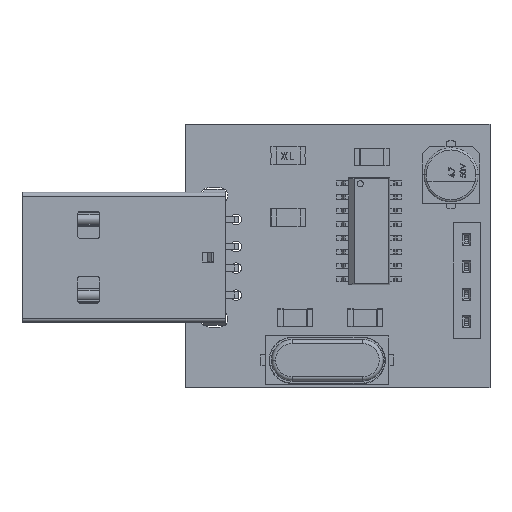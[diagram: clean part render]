
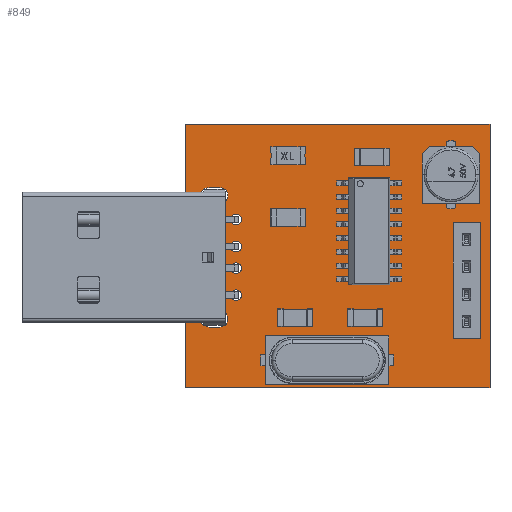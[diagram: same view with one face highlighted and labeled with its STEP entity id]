
A CAD part, top view. The second image highlights one B-rep face of the part: STEP entity #849.
In plain terms, the highlighted planar face has unit normal (0, 0, 1).
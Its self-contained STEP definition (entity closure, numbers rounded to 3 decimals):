
#92 = VERTEX_POINT('',#93);
#93 = CARTESIAN_POINT('',(0.,0.,1.591));
#99 = EDGE_CURVE('',#92,#100,#102,.T.);
#100 = VERTEX_POINT('',#101);
#101 = CARTESIAN_POINT('',(28.194,0.,1.591));
#102 = LINE('',#103,#104);
#103 = CARTESIAN_POINT('',(0.,0.,1.591));
#104 = VECTOR('',#105,1.);
#105 = DIRECTION('',(1.,0.,0.));
#130 = EDGE_CURVE('',#100,#131,#133,.T.);
#131 = VERTEX_POINT('',#132);
#132 = CARTESIAN_POINT('',(28.194,24.384,1.591));
#133 = LINE('',#134,#135);
#134 = CARTESIAN_POINT('',(28.194,0.,1.591));
#135 = VECTOR('',#136,1.);
#136 = DIRECTION('',(0.,1.,0.));
#161 = EDGE_CURVE('',#131,#162,#164,.T.);
#162 = VERTEX_POINT('',#163);
#163 = CARTESIAN_POINT('',(0.,24.384,1.591));
#164 = LINE('',#165,#166);
#165 = CARTESIAN_POINT('',(28.194,24.384,1.591));
#166 = VECTOR('',#167,1.);
#167 = DIRECTION('',(-1.,0.,0.));
#192 = EDGE_CURVE('',#162,#92,#193,.T.);
#193 = LINE('',#194,#195);
#194 = CARTESIAN_POINT('',(0.,24.384,1.591));
#195 = VECTOR('',#196,1.);
#196 = DIRECTION('',(0.,-1.,0.));
#216 = VERTEX_POINT('',#217);
#217 = CARTESIAN_POINT('',(2.2,7.115,1.591));
#223 = EDGE_CURVE('',#216,#224,#226,.T.);
#224 = VERTEX_POINT('',#225);
#225 = CARTESIAN_POINT('',(2.2,5.615,1.591));
#226 = CIRCLE('',#227,0.75);
#227 = AXIS2_PLACEMENT_3D('',#228,#229,#230);
#228 = CARTESIAN_POINT('',(2.2,6.365,1.591));
#229 = DIRECTION('',(0.,-0.,1.));
#230 = DIRECTION('',(0.,1.,0.));
#258 = VERTEX_POINT('',#259);
#259 = CARTESIAN_POINT('',(3.2,7.115,1.591));
#265 = EDGE_CURVE('',#258,#216,#266,.T.);
#266 = LINE('',#267,#268);
#267 = CARTESIAN_POINT('',(3.2,7.115,1.591));
#268 = VECTOR('',#269,1.);
#269 = DIRECTION('',(-1.,0.,0.));
#289 = VERTEX_POINT('',#290);
#290 = CARTESIAN_POINT('',(3.2,5.615,1.591));
#296 = EDGE_CURVE('',#289,#258,#297,.T.);
#297 = CIRCLE('',#298,0.75);
#298 = AXIS2_PLACEMENT_3D('',#299,#300,#301);
#299 = CARTESIAN_POINT('',(3.2,6.365,1.591));
#300 = DIRECTION('',(0.,0.,1.));
#301 = DIRECTION('',(-0.,-1.,0.));
#320 = EDGE_CURVE('',#224,#289,#321,.T.);
#321 = LINE('',#322,#323);
#322 = CARTESIAN_POINT('',(2.2,5.615,1.591));
#323 = VECTOR('',#324,1.);
#324 = DIRECTION('',(1.,0.,0.));
#344 = VERTEX_POINT('',#345);
#345 = CARTESIAN_POINT('',(5.2,8.565,1.591));
#351 = EDGE_CURVE('',#344,#344,#352,.T.);
#352 = CIRCLE('',#353,0.5);
#353 = AXIS2_PLACEMENT_3D('',#354,#355,#356);
#354 = CARTESIAN_POINT('',(4.7,8.565,1.591));
#355 = DIRECTION('',(0.,0.,1.));
#356 = DIRECTION('',(1.,0.,-0.));
#377 = VERTEX_POINT('',#378);
#378 = CARTESIAN_POINT('',(3.2,9.815,1.591));
#384 = EDGE_CURVE('',#377,#377,#385,.T.);
#385 = CIRCLE('',#386,0.5);
#386 = AXIS2_PLACEMENT_3D('',#387,#388,#389);
#387 = CARTESIAN_POINT('',(2.7,9.815,1.591));
#388 = DIRECTION('',(0.,0.,1.));
#389 = DIRECTION('',(1.,0.,-0.));
#410 = VERTEX_POINT('',#411);
#411 = CARTESIAN_POINT('',(3.2,14.315,1.591));
#417 = EDGE_CURVE('',#410,#410,#418,.T.);
#418 = CIRCLE('',#419,0.5);
#419 = AXIS2_PLACEMENT_3D('',#420,#421,#422);
#420 = CARTESIAN_POINT('',(2.7,14.315,1.591));
#421 = DIRECTION('',(0.,0.,1.));
#422 = DIRECTION('',(1.,0.,-0.));
#443 = VERTEX_POINT('',#444);
#444 = CARTESIAN_POINT('',(2.2,18.515,1.591));
#450 = EDGE_CURVE('',#443,#451,#453,.T.);
#451 = VERTEX_POINT('',#452);
#452 = CARTESIAN_POINT('',(2.2,17.015,1.591));
#453 = CIRCLE('',#454,0.75);
#454 = AXIS2_PLACEMENT_3D('',#455,#456,#457);
#455 = CARTESIAN_POINT('',(2.2,17.765,1.591));
#456 = DIRECTION('',(0.,-0.,1.));
#457 = DIRECTION('',(0.,1.,0.));
#485 = VERTEX_POINT('',#486);
#486 = CARTESIAN_POINT('',(3.2,18.515,1.591));
#492 = EDGE_CURVE('',#485,#443,#493,.T.);
#493 = LINE('',#494,#495);
#494 = CARTESIAN_POINT('',(3.2,18.515,1.591));
#495 = VECTOR('',#496,1.);
#496 = DIRECTION('',(-1.,0.,0.));
#516 = VERTEX_POINT('',#517);
#517 = CARTESIAN_POINT('',(3.2,17.015,1.591));
#523 = EDGE_CURVE('',#516,#485,#524,.T.);
#524 = CIRCLE('',#525,0.75);
#525 = AXIS2_PLACEMENT_3D('',#526,#527,#528);
#526 = CARTESIAN_POINT('',(3.2,17.765,1.591));
#527 = DIRECTION('',(0.,0.,1.));
#528 = DIRECTION('',(-0.,-1.,0.));
#547 = EDGE_CURVE('',#451,#516,#548,.T.);
#548 = LINE('',#549,#550);
#549 = CARTESIAN_POINT('',(2.2,17.015,1.591));
#550 = VECTOR('',#551,1.);
#551 = DIRECTION('',(1.,0.,0.));
#571 = VERTEX_POINT('',#572);
#572 = CARTESIAN_POINT('',(5.2,11.065,1.591));
#578 = EDGE_CURVE('',#571,#571,#579,.T.);
#579 = CIRCLE('',#580,0.5);
#580 = AXIS2_PLACEMENT_3D('',#581,#582,#583);
#581 = CARTESIAN_POINT('',(4.7,11.065,1.591));
#582 = DIRECTION('',(0.,0.,1.));
#583 = DIRECTION('',(1.,0.,-0.));
#604 = VERTEX_POINT('',#605);
#605 = CARTESIAN_POINT('',(26.535,6.096,1.591));
#611 = EDGE_CURVE('',#604,#604,#612,.T.);
#612 = CIRCLE('',#613,0.5);
#613 = AXIS2_PLACEMENT_3D('',#614,#615,#616);
#614 = CARTESIAN_POINT('',(26.035,6.096,1.591));
#615 = DIRECTION('',(0.,0.,1.));
#616 = DIRECTION('',(1.,0.,-0.));
#637 = VERTEX_POINT('',#638);
#638 = CARTESIAN_POINT('',(26.535,8.636,1.591));
#644 = EDGE_CURVE('',#637,#637,#645,.T.);
#645 = CIRCLE('',#646,0.5);
#646 = AXIS2_PLACEMENT_3D('',#647,#648,#649);
#647 = CARTESIAN_POINT('',(26.035,8.636,1.591));
#648 = DIRECTION('',(0.,0.,1.));
#649 = DIRECTION('',(1.,0.,-0.));
#670 = VERTEX_POINT('',#671);
#671 = CARTESIAN_POINT('',(5.2,13.065,1.591));
#677 = EDGE_CURVE('',#670,#670,#678,.T.);
#678 = CIRCLE('',#679,0.5);
#679 = AXIS2_PLACEMENT_3D('',#680,#681,#682);
#680 = CARTESIAN_POINT('',(4.7,13.065,1.591));
#681 = DIRECTION('',(0.,0.,1.));
#682 = DIRECTION('',(1.,0.,-0.));
#703 = VERTEX_POINT('',#704);
#704 = CARTESIAN_POINT('',(5.2,15.565,1.591));
#710 = EDGE_CURVE('',#703,#703,#711,.T.);
#711 = CIRCLE('',#712,0.5);
#712 = AXIS2_PLACEMENT_3D('',#713,#714,#715);
#713 = CARTESIAN_POINT('',(4.7,15.565,1.591));
#714 = DIRECTION('',(0.,0.,1.));
#715 = DIRECTION('',(1.,0.,-0.));
#736 = VERTEX_POINT('',#737);
#737 = CARTESIAN_POINT('',(26.535,11.176,1.591));
#743 = EDGE_CURVE('',#736,#736,#744,.T.);
#744 = CIRCLE('',#745,0.5);
#745 = AXIS2_PLACEMENT_3D('',#746,#747,#748);
#746 = CARTESIAN_POINT('',(26.035,11.176,1.591));
#747 = DIRECTION('',(0.,0.,1.));
#748 = DIRECTION('',(1.,0.,-0.));
#769 = VERTEX_POINT('',#770);
#770 = CARTESIAN_POINT('',(26.535,13.716,1.591));
#776 = EDGE_CURVE('',#769,#769,#777,.T.);
#777 = CIRCLE('',#778,0.5);
#778 = AXIS2_PLACEMENT_3D('',#779,#780,#781);
#779 = CARTESIAN_POINT('',(26.035,13.716,1.591));
#780 = DIRECTION('',(0.,0.,1.));
#781 = DIRECTION('',(1.,0.,-0.));
#849 = ADVANCED_FACE('',(#850,#856,#862,#865,#868,#871,#877,#880,#883,
    #886,#889,#892,#895),#898,.T.);
#850 = FACE_BOUND('',#851,.T.);
#851 = EDGE_LOOP('',(#852,#853,#854,#855));
#852 = ORIENTED_EDGE('',*,*,#99,.T.);
#853 = ORIENTED_EDGE('',*,*,#130,.T.);
#854 = ORIENTED_EDGE('',*,*,#161,.T.);
#855 = ORIENTED_EDGE('',*,*,#192,.T.);
#856 = FACE_BOUND('',#857,.T.);
#857 = EDGE_LOOP('',(#858,#859,#860,#861));
#858 = ORIENTED_EDGE('',*,*,#223,.F.);
#859 = ORIENTED_EDGE('',*,*,#265,.F.);
#860 = ORIENTED_EDGE('',*,*,#296,.F.);
#861 = ORIENTED_EDGE('',*,*,#320,.F.);
#862 = FACE_BOUND('',#863,.T.);
#863 = EDGE_LOOP('',(#864));
#864 = ORIENTED_EDGE('',*,*,#351,.F.);
#865 = FACE_BOUND('',#866,.T.);
#866 = EDGE_LOOP('',(#867));
#867 = ORIENTED_EDGE('',*,*,#384,.F.);
#868 = FACE_BOUND('',#869,.T.);
#869 = EDGE_LOOP('',(#870));
#870 = ORIENTED_EDGE('',*,*,#417,.F.);
#871 = FACE_BOUND('',#872,.T.);
#872 = EDGE_LOOP('',(#873,#874,#875,#876));
#873 = ORIENTED_EDGE('',*,*,#450,.F.);
#874 = ORIENTED_EDGE('',*,*,#492,.F.);
#875 = ORIENTED_EDGE('',*,*,#523,.F.);
#876 = ORIENTED_EDGE('',*,*,#547,.F.);
#877 = FACE_BOUND('',#878,.T.);
#878 = EDGE_LOOP('',(#879));
#879 = ORIENTED_EDGE('',*,*,#578,.F.);
#880 = FACE_BOUND('',#881,.T.);
#881 = EDGE_LOOP('',(#882));
#882 = ORIENTED_EDGE('',*,*,#611,.F.);
#883 = FACE_BOUND('',#884,.T.);
#884 = EDGE_LOOP('',(#885));
#885 = ORIENTED_EDGE('',*,*,#644,.F.);
#886 = FACE_BOUND('',#887,.T.);
#887 = EDGE_LOOP('',(#888));
#888 = ORIENTED_EDGE('',*,*,#677,.F.);
#889 = FACE_BOUND('',#890,.T.);
#890 = EDGE_LOOP('',(#891));
#891 = ORIENTED_EDGE('',*,*,#710,.F.);
#892 = FACE_BOUND('',#893,.T.);
#893 = EDGE_LOOP('',(#894));
#894 = ORIENTED_EDGE('',*,*,#743,.F.);
#895 = FACE_BOUND('',#896,.T.);
#896 = EDGE_LOOP('',(#897));
#897 = ORIENTED_EDGE('',*,*,#776,.F.);
#898 = PLANE('',#899);
#899 = AXIS2_PLACEMENT_3D('',#900,#901,#902);
#900 = CARTESIAN_POINT('',(14.097,12.192,1.591));
#901 = DIRECTION('',(0.,0.,1.));
#902 = DIRECTION('',(1.,0.,-0.));
